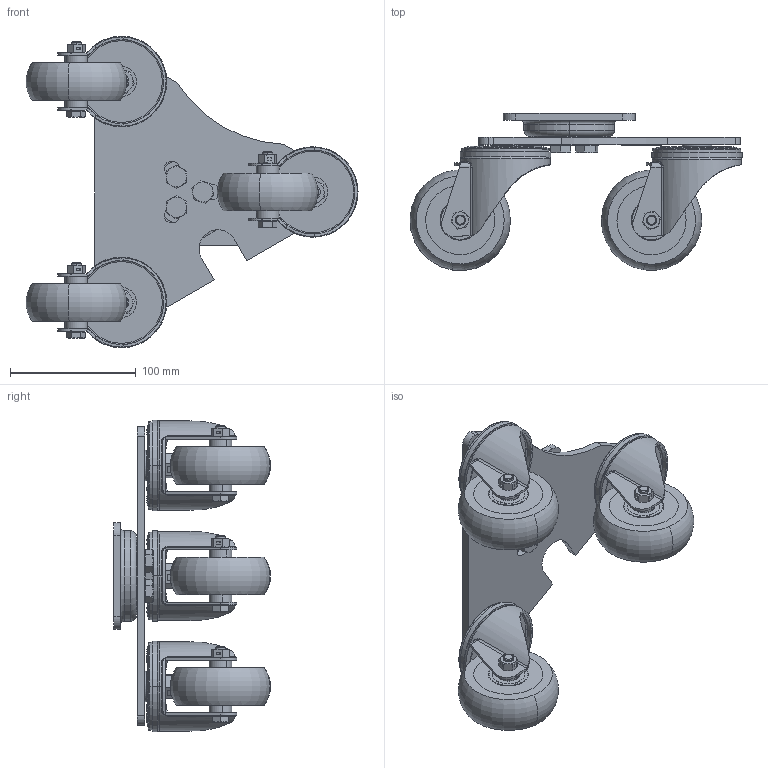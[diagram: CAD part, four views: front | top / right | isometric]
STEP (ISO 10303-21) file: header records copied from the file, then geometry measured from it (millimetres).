
FILE_DESCRIPTION (( 'STEP AP214' ), '1' );
FILE_NAME ('0049323_TRI-PUBA-080-P1-149-schwarz_(A-01).step', '2019-11-27T12:12:19', ( '' ), ( '' ), 'SwSTEP 2.0', 'SolidWorks 2018', '' );
FILE_SCHEMA (( 'AUTOMOTIVE_DESIGN' ));
Length unit declared in the file: millimetre
Products named in the file (1): 0049323_TRI-PUBA-080-P1-149-schwarz_(A-01)
Bounding box: 264.22 x 124.87 x 247.8 mm (x, y, z)
Volume: 819985.3 mm3; surface area: 328097.2 mm2
Topology: 65 solids, 65 shells, 1275 faces, 2828 edges, 1721 vertices
Faces by surface type: plane 463, cylinder 415, cone 198, torus 169, bspline 30
Entity records: 53407 total; most frequent: CARTESIAN_POINT 10265, DIRECTION 6236, ORIENTED_EDGE 5608, EDGE_CURVE 2804, AXIS2_PLACEMENT_3D 2588, VERTEX_POINT 1721, EDGE_LOOP 1477, UNCERTAINTY_MEASURE_WITH_UNIT 1342
